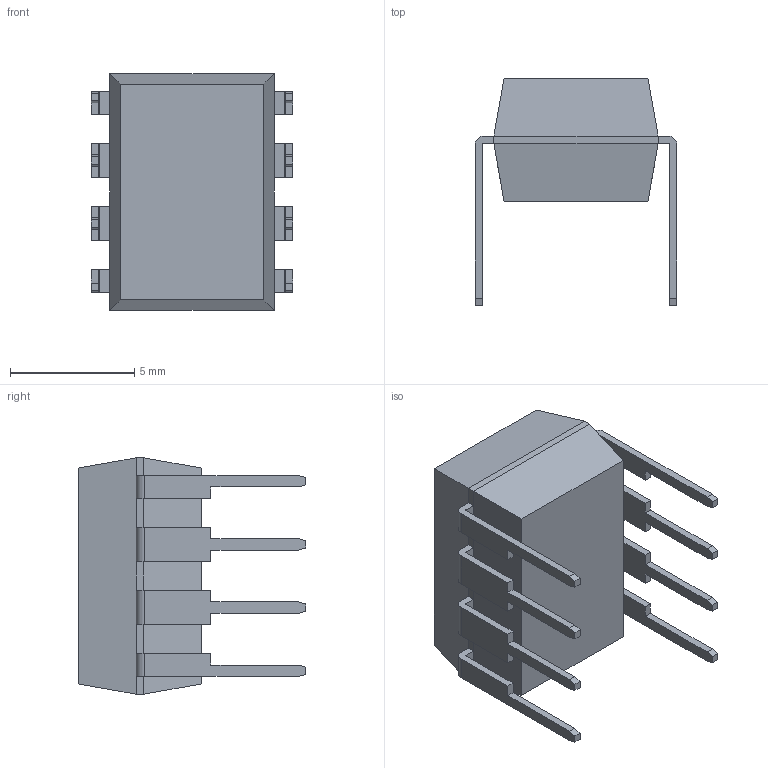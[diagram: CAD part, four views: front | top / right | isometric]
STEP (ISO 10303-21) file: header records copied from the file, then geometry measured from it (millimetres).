
FILE_DESCRIPTION (( 'STEP AP214' ), '1' );
FILE_NAME ('ATTINY13A-PU.STEP', '2023-04-03T03:54:35', ( '' ), ( '' ), 'SwSTEP 2.0', 'SolidWorks 2021', '' );
FILE_SCHEMA (( 'AUTOMOTIVE_DESIGN' ));
Length unit declared in the file: inch
Products named in the file (1): ATTINY13A-PU
Bounding box: 8.1 x 9.14 x 9.5 mm (x, y, z)
Volume: 294.1 mm3; surface area: 384.1 mm2
Topology: 10 solids, 10 shells, 141 faces, 352 edges, 232 vertices
Faces by surface type: plane 121, cylinder 20
Entity records: 4281 total; most frequent: CARTESIAN_POINT 726, ORIENTED_EDGE 704, DIRECTION 676, EDGE_CURVE 352, VECTOR 312, LINE 312, VERTEX_POINT 232, AXIS2_PLACEMENT_3D 182
